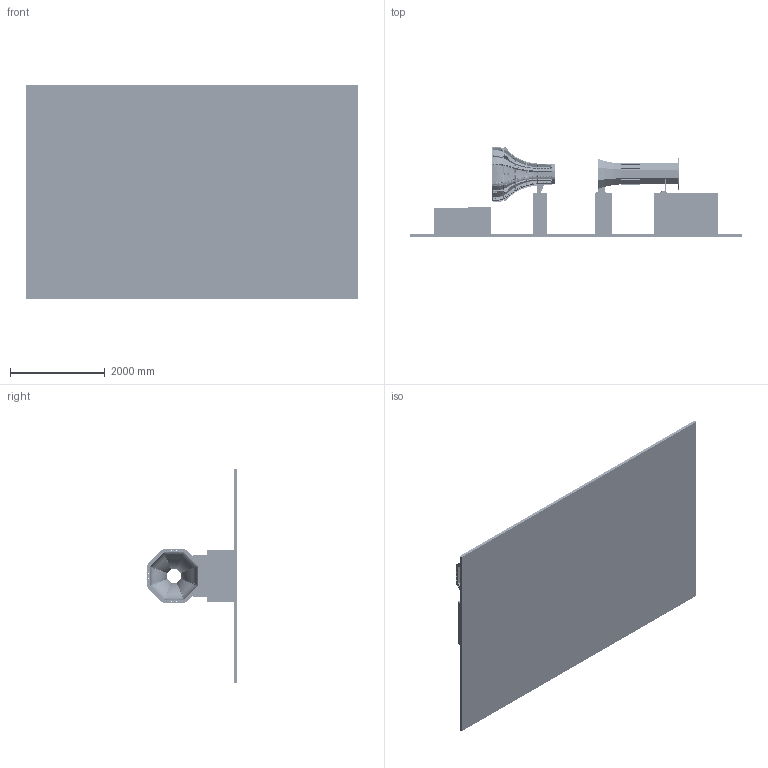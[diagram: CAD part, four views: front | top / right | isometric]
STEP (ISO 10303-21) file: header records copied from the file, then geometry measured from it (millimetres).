
FILE_DESCRIPTION((''),'2;1');
FILE_NAME('小型低�2014-11-26T18:37:29','2014-11-26T18:37:29',('okuizumi'),(''),'Autodesk Inventor 2013','Autodesk Inventor 2013','');
FILE_SCHEMA(('AUTOMOTIVE_DESIGN { 1 0 10303 214 1 1 1 1 }'));
Length unit declared in the file: metre
Products named in the file (51): 小型低乱調風洞 (開放_コレクタ2)_rev3; 測定部台座; 測定部台座A; 測定部台座A_01; 測定部台座A_02; 測定部台座A_02_1; 測定部台座A_03; 測定部台座A_03_1; 110x110x260; 測定部台座B; 測定部台座B_01-1; 測定部台座B_02; 測定部台座B_02_1; 測定部台座B_03; 測定部台座B_03_1; 110x110x190; 測定部台座C; 測定部台座C_01; 測定部台座C_02; 測定部台座C_02_1; 測定部台座C_03; 測定部台座C_03_1; 測定部台座D; 測定部台座D_01; 測定部台座D_02; 測定部台座D_02_1; 測定部台座D_03; 測定部台座D_03_1; GL; anchor_bolt; 縮流管ベース; 001-01-1; 001-01-1_1; 001-02-7; effuser_rev2; Continuous Thread Hexagon Head Bolt_A_JIS(JIS B 1180 Cont; JIS B 1180 Continuous thread hexagon head bolt A M20 x 55; Hexagon Nut_1_JIS(JIS B 1181 Hexagon nut - Class 1 Finish; JIS B 1180 Continuous thread hexagon head bolt A M16 x 60; JIS B 1180 Continuous thread hexagon head bolt A M16 x 80 ...
Assembly tree (374 placements, depth 4):
  小型低乱調風洞 (開放_コレクタ2)_rev3
    測定部台座
      測定部台座A
        測定部台座A_01
        測定部台座A_02
        測定部台座A_02_1
        測定部台座A_03
        測定部台座A_03_1
        110x110x260  x2
      測定部台座B
        測定部台座B_01-1
        測定部台座B_02
        測定部台座B_02_1
        測定部台座B_03
        測定部台座B_03_1
        110x110x190
      測定部台座C
        測定部台座C_01
        測定部台座C_02
        測定部台座C_02_1
        測定部台座C_03
        測定部台座C_03_1
        110x110x190  x2
      測定部台座D
        測定部台座D_01
        測定部台座D_02
        測定部台座D_02_1
        測定部台座D_03
        測定部台座D_03_1
        110x110x190  x2
      GL
      anchor_bolt  x25
    縮流管ベース
      001-01-1
      001-01-1_1
      001-02-7  x7
      effuser_rev2
      Continuous Thread Hexagon Head Bolt_A_JIS(JIS B 1180 Cont  x128
      JIS B 1180 Continuous thread hexagon head bolt A M20 x 55  x8
      Hexagon Nut_1_JIS(JIS B 1181 Hexagon nut - Class 1 Finish  x136
    JIS B 1180 Continuous thread hexagon head bolt A M16 x 60  x8
    JIS B 1180 Continuous thread hexagon head bolt A M16 x 80  x8
    JIS B 1181 Hexagon nut - Class 1 Finished M16 --N  x4
    JIS B 1181 Hexagon nut - Class 1 Finished M16x1.5 --N  x4
    C-02
      C-004
      C-001
      C-005
      C-002
      C-003
      C-006
      spacer1
      spacer2
Bounding box: 6995 x 1900 x 4490 mm (x, y, z)
Volume: 2581715110.4 mm3; surface area: 109675995.8 mm2
Topology: 366 solids, 367 shells, 9650 faces, 22072 edges, 13332 vertices
Faces by surface type: plane 4195, cone 2216, bspline 1597, cylinder 1200, sphere 290, torus 152
Full cylindrical faces by diameter (mm): 10.8 x2, 12 x25, 14 x4, 14.5 x4, 15 x85, 16 x62, 17.5 x136, 18 x16, 19 x240, 20 x272, 24 x16, 30 x136, 680 x1
Entity records: 142572 total; most frequent: CARTESIAN_POINT 112366, ORIENTED_EDGE 5946, DIRECTION 5119, EDGE_CURVE 2982, VERTEX_POINT 1967, AXIS2_PLACEMENT_3D 1966, EDGE_LOOP 1660, FACE_OUTER_BOUND 1252
